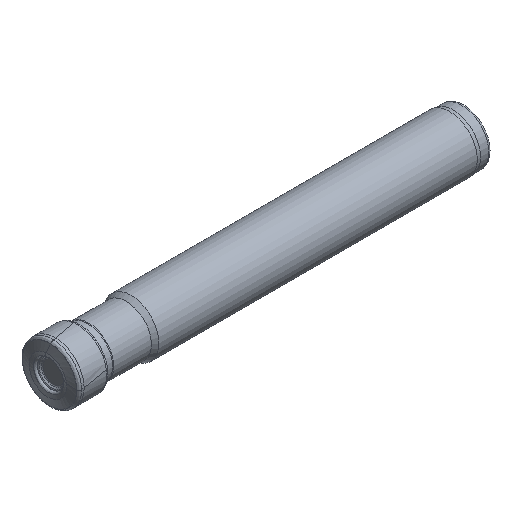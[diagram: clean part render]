
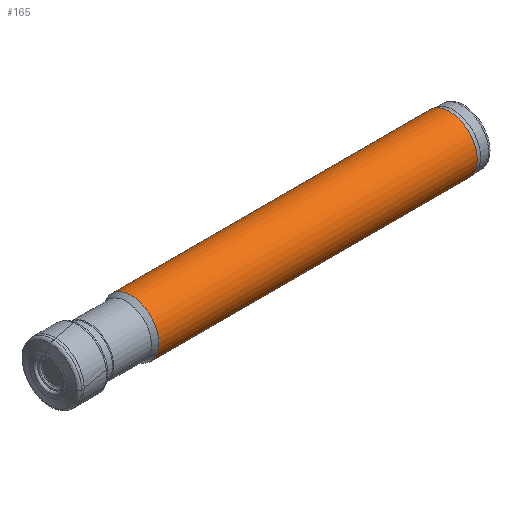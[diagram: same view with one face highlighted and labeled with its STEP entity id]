
A CAD part, isometric view. The second image highlights one B-rep face of the part: STEP entity #165.
In plain terms, the highlighted cylindrical face has radius 10 mm (diameter 20 mm), a full revolution.
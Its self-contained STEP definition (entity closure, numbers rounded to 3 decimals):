
#42=CYLINDRICAL_SURFACE('',#763,10.);
#56=FACE_BOUND('',#294,.T.);
#57=FACE_BOUND('',#295,.T.);
#165=ADVANCED_FACE('',(#56,#57),#42,.T.);
#294=EDGE_LOOP('',(#526));
#295=EDGE_LOOP('',(#527));
#363=CIRCLE('',#760,10.);
#364=CIRCLE('',#762,10.);
#526=ORIENTED_EDGE('',*,*,#680,.F.);
#527=ORIENTED_EDGE('',*,*,#679,.T.);
#591=VERTEX_POINT('',#2503);
#592=VERTEX_POINT('',#2506);
#679=EDGE_CURVE('',#591,#591,#363,.T.);
#680=EDGE_CURVE('',#592,#592,#364,.T.);
#760=AXIS2_PLACEMENT_3D('',#2502,#889,#890);
#762=AXIS2_PLACEMENT_3D('',#2505,#893,#894);
#763=AXIS2_PLACEMENT_3D('',#2507,#895,#896);
#889=DIRECTION('',(-1.,0.,0.));
#890=DIRECTION('',(0.,0.,1.));
#893=DIRECTION('',(-1.,0.,0.));
#894=DIRECTION('',(0.,0.,1.));
#895=DIRECTION('',(-1.,0.,0.));
#896=DIRECTION('',(0.,0.,1.));
#2502=CARTESIAN_POINT('',(144.582,0.,0.));
#2503=CARTESIAN_POINT('',(144.582,0.,10.));
#2505=CARTESIAN_POINT('',(30.,0.,0.));
#2506=CARTESIAN_POINT('',(30.,0.,10.));
#2507=CARTESIAN_POINT('',(2.,0.,0.));
